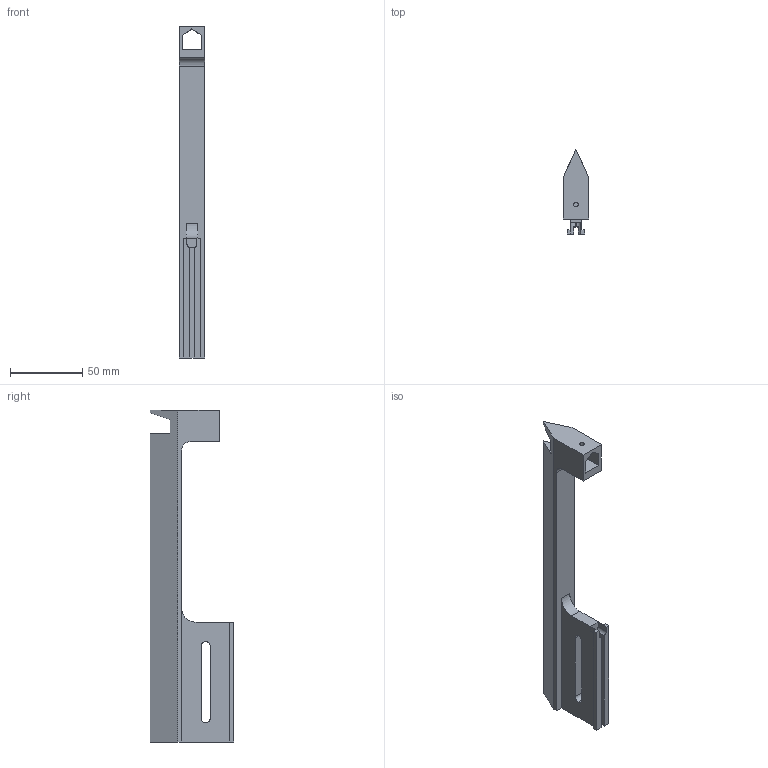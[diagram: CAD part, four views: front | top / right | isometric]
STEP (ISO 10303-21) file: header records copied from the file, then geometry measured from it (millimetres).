
FILE_DESCRIPTION (( 'STEP AP203' ), '1' );
FILE_NAME ('W0003510-21-Holder.STEP', '2024-05-27T12:23:10', ( '' ), ( '' ), 'SwSTEP 2.0', 'SolidWorks 2024', '' );
FILE_SCHEMA (( 'CONFIG_CONTROL_DESIGN' ));
Length unit declared in the file: millimetre
Products named in the file (1): W0003510-21-Holder
Bounding box: 17.9 x 58.18 x 230 mm (x, y, z)
Volume: 75383.8 mm3; surface area: 27364.4 mm2
Topology: 1 solids, 1 shells, 43 faces, 128 edges, 85 vertices
Faces by surface type: plane 32, cylinder 11
Entity records: 1527 total; most frequent: CARTESIAN_POINT 269, ORIENTED_EDGE 256, DIRECTION 234, EDGE_CURVE 128, LINE 102, VECTOR 102, VERTEX_POINT 85, AXIS2_PLACEMENT_3D 66
